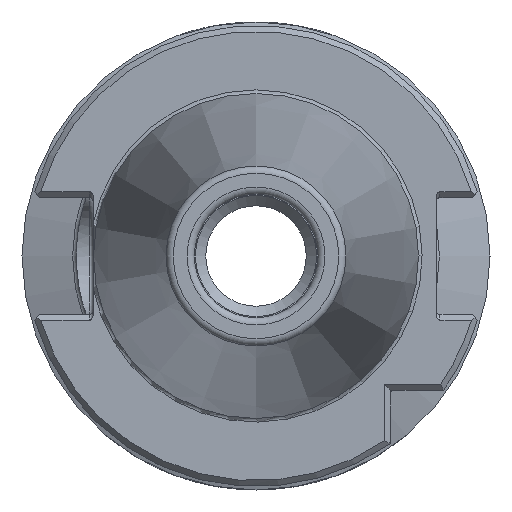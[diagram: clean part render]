
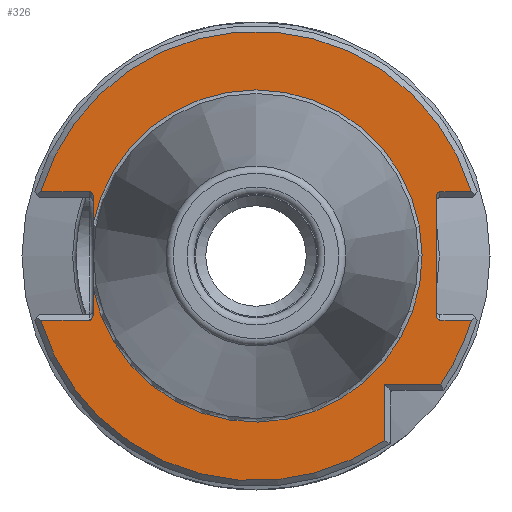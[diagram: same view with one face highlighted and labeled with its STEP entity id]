
A CAD part, left-side view. The second image highlights one B-rep face of the part: STEP entity #326.
In plain terms, the highlighted planar face has unit normal (-1, 0, 0).
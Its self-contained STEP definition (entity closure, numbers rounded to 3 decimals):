
#326 = ADVANCED_FACE( '', ( #751 ), #752, .T. );
#751 = FACE_OUTER_BOUND( '', #1273, .T. );
#752 = PLANE( '', #1274 );
#1273 = EDGE_LOOP( '', ( #2134, #2135, #2136, #2137, #2138, #2139, #2140, #2141, #2142, #2143, #2144, #2145, #2146, #2147, #2148, #2149, #2150 ) );
#1274 = AXIS2_PLACEMENT_3D( '', #2151, #2152, #2153 );
#2134 = ORIENTED_EDGE( '', *, *, #3134, .T. );
#2135 = ORIENTED_EDGE( '', *, *, #3121, .T. );
#2136 = ORIENTED_EDGE( '', *, *, #3135, .T. );
#2137 = ORIENTED_EDGE( '', *, *, #3109, .T. );
#2138 = ORIENTED_EDGE( '', *, *, #3136, .T. );
#2139 = ORIENTED_EDGE( '', *, *, #3137, .T. );
#2140 = ORIENTED_EDGE( '', *, *, #2937, .T. );
#2141 = ORIENTED_EDGE( '', *, *, #3138, .F. );
#2142 = ORIENTED_EDGE( '', *, *, #3055, .T. );
#2143 = ORIENTED_EDGE( '', *, *, #3139, .T. );
#2144 = ORIENTED_EDGE( '', *, *, #3140, .T. );
#2145 = ORIENTED_EDGE( '', *, *, #3141, .T. );
#2146 = ORIENTED_EDGE( '', *, *, #3142, .T. );
#2147 = ORIENTED_EDGE( '', *, *, #2920, .F. );
#2148 = ORIENTED_EDGE( '', *, *, #2816, .F. );
#2149 = ORIENTED_EDGE( '', *, *, #2919, .F. );
#2150 = ORIENTED_EDGE( '', *, *, #3143, .T. );
#2151 = CARTESIAN_POINT( '', ( 3.2, 0., 22.891 ) );
#2152 = DIRECTION( '', ( -1., 0., 0. ) );
#2153 = DIRECTION( '', ( 0., 0., 1. ) );
#2816 = EDGE_CURVE( '', #3302, #3303, #3304, .T. );
#2919 = EDGE_CURVE( '', #3480, #3302, #3482, .T. );
#2920 = EDGE_CURVE( '', #3303, #3483, #3484, .T. );
#2937 = EDGE_CURVE( '', #3508, #3509, #3510, .F. );
#3055 = EDGE_CURVE( '', #3702, #3700, #3703, .F. );
#3109 = EDGE_CURVE( '', #3776, #3774, #3777, .T. );
#3121 = EDGE_CURVE( '', #3794, #3795, #3796, .T. );
#3134 = EDGE_CURVE( '', #3813, #3794, #3814, .T. );
#3135 = EDGE_CURVE( '', #3795, #3776, #3815, .T. );
#3136 = EDGE_CURVE( '', #3774, #3816, #3817, .T. );
#3137 = EDGE_CURVE( '', #3816, #3508, #3818, .T. );
#3138 = EDGE_CURVE( '', #3702, #3509, #3819, .T. );
#3139 = EDGE_CURVE( '', #3700, #3820, #3821, .T. );
#3140 = EDGE_CURVE( '', #3820, #3822, #3823, .T. );
#3141 = EDGE_CURVE( '', #3822, #3824, #3825, .T. );
#3142 = EDGE_CURVE( '', #3824, #3483, #3826, .F. );
#3143 = EDGE_CURVE( '', #3480, #3813, #3827, .F. );
#3302 = VERTEX_POINT( '', #4010 );
#3303 = VERTEX_POINT( '', #4011 );
#3304 = CIRCLE( '', #4012, 22.891 );
#3480 = VERTEX_POINT( '', #4335 );
#3482 = LINE( '', #4338, #4339 );
#3483 = VERTEX_POINT( '', #4340 );
#3484 = LINE( '', #4341, #4342 );
#3508 = VERTEX_POINT( '', #4372 );
#3509 = VERTEX_POINT( '', #4373 );
#3510 = ELLIPSE( '', #4374, 0.707, 0.5 );
#3700 = VERTEX_POINT( '', #4879 );
#3702 = VERTEX_POINT( '', #4882 );
#3703 = ELLIPSE( '', #4883, 0.707, 0.5 );
#3774 = VERTEX_POINT( '', #5158 );
#3776 = VERTEX_POINT( '', #5163 );
#3777 = LINE( '', #5164, #5165 );
#3794 = VERTEX_POINT( '', #5185 );
#3795 = VERTEX_POINT( '', #5186 );
#3796 = CIRCLE( '', #5187, 30.975 );
#3813 = VERTEX_POINT( '', #5215 );
#3814 = LINE( '', #5216, #5217 );
#3815 = LINE( '', #5218, #5219 );
#3816 = VERTEX_POINT( '', #5220 );
#3817 = CIRCLE( '', #5221, 30.975 );
#3818 = LINE( '', #5222, #5223 );
#3819 = LINE( '', #5224, #5225 );
#3820 = VERTEX_POINT( '', #5226 );
#3821 = LINE( '', #5227, #5228 );
#3822 = VERTEX_POINT( '', #5229 );
#3823 = CIRCLE( '', #5230, 30.975 );
#3824 = VERTEX_POINT( '', #5231 );
#3825 = LINE( '', #5232, #5233 );
#3826 = ELLIPSE( '', #5234, 0.707, 0.5 );
#3827 = ELLIPSE( '', #5235, 0.707, 0.5 );
#4010 = CARTESIAN_POINT( '', ( 3.2, 22.45, -4.472 ) );
#4011 = CARTESIAN_POINT( '', ( 3.2, 22.45, 4.472 ) );
#4012 = AXIS2_PLACEMENT_3D( '', #5508, #5509, #5510 );
#4335 = CARTESIAN_POINT( '', ( 3.2, 22.45, -8.143 ) );
#4338 = CARTESIAN_POINT( '', ( 3.2, 22.45, -8.05 ) );
#4339 = VECTOR( '', #5637, 1000. );
#4340 = CARTESIAN_POINT( '', ( 3.2, 22.45, 8.143 ) );
#4341 = CARTESIAN_POINT( '', ( 3.2, 22.45, -8.05 ) );
#4342 = VECTOR( '', #5638, 1000. );
#4372 = CARTESIAN_POINT( '', ( 3.2, -25.35, -8.85 ) );
#4373 = CARTESIAN_POINT( '', ( 3.2, -24.85, -8.143 ) );
#4374 = AXIS2_PLACEMENT_3D( '', #5660, #5661, #5662 );
#4879 = CARTESIAN_POINT( '', ( 3.2, -25.35, 8.85 ) );
#4882 = CARTESIAN_POINT( '', ( 3.2, -24.85, 8.143 ) );
#4883 = AXIS2_PLACEMENT_3D( '', #5795, #5796, #5797 );
#5158 = CARTESIAN_POINT( '', ( 3.2, -25.42, -17.7 ) );
#5163 = CARTESIAN_POINT( '', ( 3.2, -17.7, -17.7 ) );
#5164 = CARTESIAN_POINT( '', ( 3.2, -26.018, -17.7 ) );
#5165 = VECTOR( '', #5842, 1000. );
#5185 = CARTESIAN_POINT( '', ( 3.2, 29.684, -8.85 ) );
#5186 = CARTESIAN_POINT( '', ( 3.2, -17.7, -25.42 ) );
#5187 = AXIS2_PLACEMENT_3D( '', #5858, #5859, #5860 );
#5215 = CARTESIAN_POINT( '', ( 3.2, 22.95, -8.85 ) );
#5216 = CARTESIAN_POINT( '', ( 3.2, 30.893, -8.85 ) );
#5217 = VECTOR( '', #5872, 1000. );
#5218 = CARTESIAN_POINT( '', ( 3.2, -17.7, -18.5 ) );
#5219 = VECTOR( '', #5873, 1000. );
#5220 = CARTESIAN_POINT( '', ( 3.2, -29.684, -8.85 ) );
#5221 = AXIS2_PLACEMENT_3D( '', #5874, #5875, #5876 );
#5222 = CARTESIAN_POINT( '', ( 3.2, -24.85, -8.85 ) );
#5223 = VECTOR( '', #5877, 1000. );
#5224 = CARTESIAN_POINT( '', ( 3.2, -24.85, 8.05 ) );
#5225 = VECTOR( '', #5878, 1000. );
#5226 = CARTESIAN_POINT( '', ( 3.2, -29.684, 8.85 ) );
#5227 = CARTESIAN_POINT( '', ( 3.2, -30.893, 8.85 ) );
#5228 = VECTOR( '', #5879, 1000. );
#5229 = CARTESIAN_POINT( '', ( 3.2, 29.684, 8.85 ) );
#5230 = AXIS2_PLACEMENT_3D( '', #5880, #5881, #5882 );
#5231 = CARTESIAN_POINT( '', ( 3.2, 22.95, 8.85 ) );
#5232 = CARTESIAN_POINT( '', ( 3.2, 22.45, 8.85 ) );
#5233 = VECTOR( '', #5883, 1000. );
#5234 = AXIS2_PLACEMENT_3D( '', #5884, #5885, #5886 );
#5235 = AXIS2_PLACEMENT_3D( '', #5887, #5888, #5889 );
#5508 = CARTESIAN_POINT( '', ( 3.2, 0., 0. ) );
#5509 = DIRECTION( '', ( -1., 0., 0. ) );
#5510 = DIRECTION( '', ( 0., 0., 1. ) );
#5637 = DIRECTION( '', ( 0., 0., 1. ) );
#5638 = DIRECTION( '', ( 0., 0., 1. ) );
#5660 = CARTESIAN_POINT( '', ( 3.2, -25.35, -8.143 ) );
#5661 = DIRECTION( '', ( -1., 0., 0. ) );
#5662 = DIRECTION( '', ( 0., 0., 1. ) );
#5795 = CARTESIAN_POINT( '', ( 3.2, -25.35, 8.143 ) );
#5796 = DIRECTION( '', ( -1., 0., 0. ) );
#5797 = DIRECTION( '', ( 0., 0., 1. ) );
#5842 = DIRECTION( '', ( 0., -1., 0. ) );
#5858 = CARTESIAN_POINT( '', ( 3.2, 0., 0. ) );
#5859 = DIRECTION( '', ( -1., 0., 0. ) );
#5860 = DIRECTION( '', ( 0., 0., 1. ) );
#5872 = DIRECTION( '', ( 0., 1., 0. ) );
#5873 = DIRECTION( '', ( 0., 0., 1. ) );
#5874 = CARTESIAN_POINT( '', ( 3.2, 0., 0. ) );
#5875 = DIRECTION( '', ( -1., 0., 0. ) );
#5876 = DIRECTION( '', ( 0., 0., 1. ) );
#5877 = DIRECTION( '', ( 0., 1., 0. ) );
#5878 = DIRECTION( '', ( 0., 0., -1. ) );
#5879 = DIRECTION( '', ( 0., -1., 0. ) );
#5880 = CARTESIAN_POINT( '', ( 3.2, 0., 0. ) );
#5881 = DIRECTION( '', ( -1., 0., 0. ) );
#5882 = DIRECTION( '', ( 0., 0., 1. ) );
#5883 = DIRECTION( '', ( 0., -1., 0. ) );
#5884 = CARTESIAN_POINT( '', ( 3.2, 22.95, 8.143 ) );
#5885 = DIRECTION( '', ( -1., 0., 0. ) );
#5886 = DIRECTION( '', ( 0., 0., -1. ) );
#5887 = CARTESIAN_POINT( '', ( 3.2, 22.95, -8.143 ) );
#5888 = DIRECTION( '', ( -1., 0., 0. ) );
#5889 = DIRECTION( '', ( 0., 0., -1. ) );
